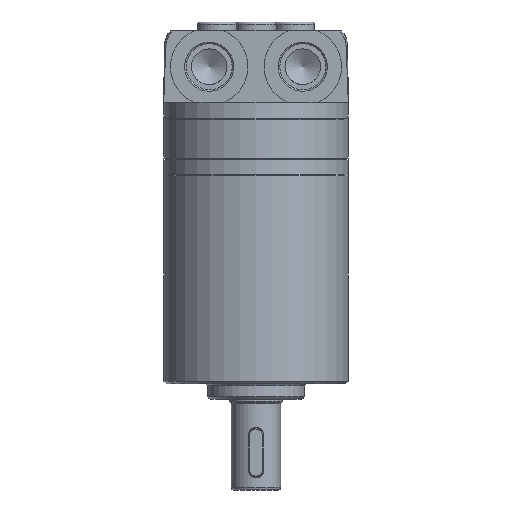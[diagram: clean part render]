
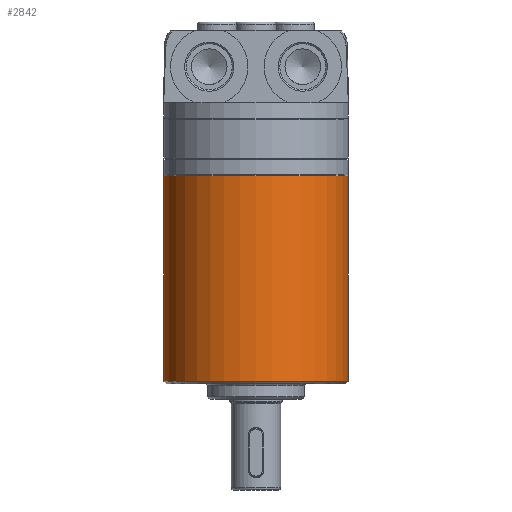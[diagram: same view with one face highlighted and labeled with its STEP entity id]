
A CAD part, front view. The second image highlights one B-rep face of the part: STEP entity #2842.
In plain terms, the highlighted cylindrical face has radius 30 mm (diameter 60 mm), a full revolution.
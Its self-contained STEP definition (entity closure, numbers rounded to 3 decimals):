
#608=CYLINDRICAL_SURFACE('',#11421,30.);
#2842=ADVANCED_FACE('',(#3488,#3489),#608,.T.);
#3488=FACE_BOUND('',#4413,.T.);
#3489=FACE_BOUND('',#4414,.T.);
#4413=EDGE_LOOP('',(#7067));
#4414=EDGE_LOOP('',(#7068));
#7067=ORIENTED_EDGE('',*,*,#9629,.T.);
#7068=ORIENTED_EDGE('',*,*,#9630,.T.);
#8254=VERTEX_POINT('',#21911);
#8255=VERTEX_POINT('',#21913);
#9629=EDGE_CURVE('',#8254,#8254,#10325,.T.);
#9630=EDGE_CURVE('',#8255,#8255,#10326,.T.);
#10325=CIRCLE('',#11419,30.);
#10326=CIRCLE('',#11420,30.);
#11419=AXIS2_PLACEMENT_3D('',#21910,#14026,#14027);
#11420=AXIS2_PLACEMENT_3D('',#21912,#14028,#14029);
#11421=AXIS2_PLACEMENT_3D('',#21914,#14030,#14031);
#14026=DIRECTION('',(0.,0.,-1.));
#14027=DIRECTION('',(0.,1.,0.));
#14028=DIRECTION('',(0.,0.,1.));
#14029=DIRECTION('',(0.,-1.,0.));
#14030=DIRECTION('',(0.,0.,1.));
#14031=DIRECTION('',(0.,1.,0.));
#21910=CARTESIAN_POINT('',(0.,34.,-23.55));
#21911=CARTESIAN_POINT('',(0.,64.,-23.55));
#21912=CARTESIAN_POINT('',(0.,34.,-90.55));
#21913=CARTESIAN_POINT('',(0.,4.,-90.55));
#21914=CARTESIAN_POINT('',(0.,34.,-91.35));
